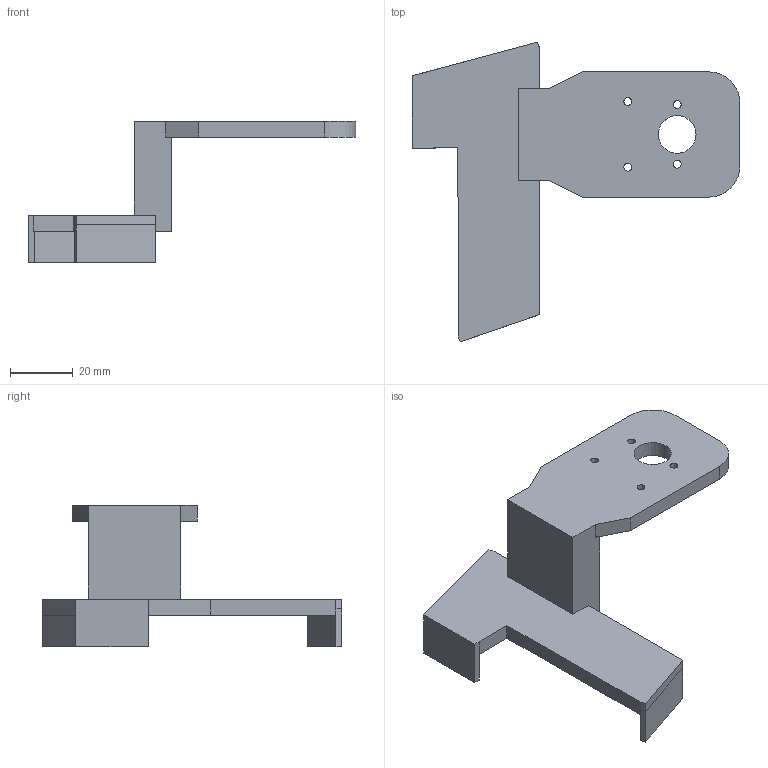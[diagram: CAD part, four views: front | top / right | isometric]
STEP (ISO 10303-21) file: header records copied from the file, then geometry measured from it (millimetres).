
FILE_DESCRIPTION(/* description */ (''),/* implementation_level */ '2;1');
FILE_NAME(/* name */ 'J2 joint encoder adapter mount.step',/* time_stamp */ '2021-02-04T19:50:03+08:00',/* author */ (''),/* organization */ (''),/* preprocessor_version */ 'ST-DEVELOPER v18.1',/* originating_system */ 'Autodesk Translation Framework v9.7.1.1290',/* authorisation */ '');
FILE_SCHEMA (('AUTOMOTIVE_DESIGN { 1 0 10303 214 3 1 1 }'));
Length unit declared in the file: millimetre
Products named in the file (1): J2 joint encoder adapter mount
Bounding box: 104.57 x 95.58 x 45 mm (x, y, z)
Volume: 34975.1 mm3; surface area: 17001.4 mm2
Topology: 2 solids, 2 shells, 54 faces, 147 edges, 97 vertices
Faces by surface type: plane 46, cylinder 8
Full cylindrical faces by diameter (mm): 2.5 x4, 12 x1
Entity records: 1729 total; most frequent: CARTESIAN_POINT 298, ORIENTED_EDGE 294, DIRECTION 271, EDGE_CURVE 147, LINE 131, VECTOR 131, VERTEX_POINT 97, AXIS2_PLACEMENT_3D 70
